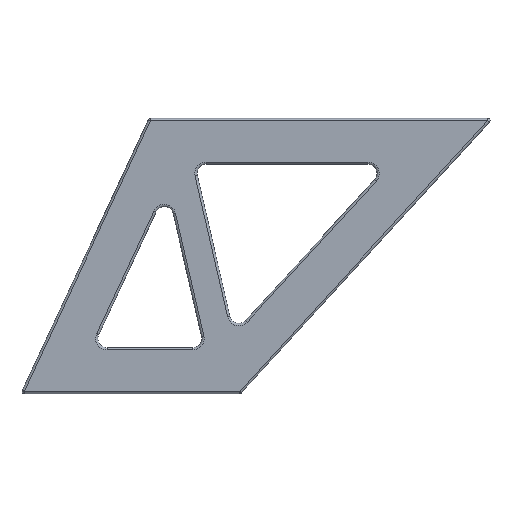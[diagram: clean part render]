
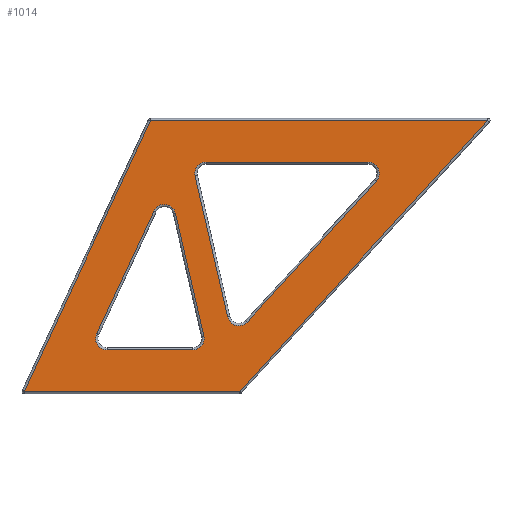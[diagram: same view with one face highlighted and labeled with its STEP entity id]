
A CAD part, left-side view. The second image highlights one B-rep face of the part: STEP entity #1014.
In plain terms, the highlighted planar face has unit normal (-1, 0, 0).
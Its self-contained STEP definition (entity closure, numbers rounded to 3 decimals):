
#26=FACE_BOUND('',#156,.T.);
#27=FACE_BOUND('',#157,.T.);
#37=PLANE('',#1137);
#80=FACE_OUTER_BOUND('',#155,.T.);
#155=EDGE_LOOP('',(#747,#748,#749,#750));
#156=EDGE_LOOP('',(#751,#752,#753,#754,#755,#756));
#157=EDGE_LOOP('',(#757,#758,#759,#760,#761,#762));
#236=LINE('',#1703,#301);
#237=LINE('',#1712,#302);
#239=LINE('',#1724,#304);
#242=LINE('',#1735,#307);
#243=LINE('',#1737,#308);
#244=LINE('',#1739,#309);
#245=LINE('',#1740,#310);
#246=LINE('',#1745,#311);
#247=LINE('',#1749,#312);
#248=LINE('',#1752,#313);
#301=VECTOR('',#1325,10.);
#302=VECTOR('',#1338,10.);
#304=VECTOR('',#1352,10.);
#307=VECTOR('',#1367,10.);
#308=VECTOR('',#1368,10.);
#309=VECTOR('',#1369,10.);
#310=VECTOR('',#1370,10.);
#311=VECTOR('',#1373,10.);
#312=VECTOR('',#1376,10.);
#313=VECTOR('',#1379,10.);
#366=CIRCLE('',#1123,2.5);
#370=CIRCLE('',#1129,2.5);
#373=CIRCLE('',#1134,2.5);
#374=CIRCLE('',#1138,2.5);
#375=CIRCLE('',#1139,2.5);
#376=CIRCLE('',#1140,2.5);
#457=VERTEX_POINT('',#1700);
#458=VERTEX_POINT('',#1702);
#459=VERTEX_POINT('',#1706);
#460=VERTEX_POINT('',#1710);
#461=VERTEX_POINT('',#1714);
#463=VERTEX_POINT('',#1720);
#465=VERTEX_POINT('',#1733);
#466=VERTEX_POINT('',#1734);
#467=VERTEX_POINT('',#1736);
#468=VERTEX_POINT('',#1738);
#469=VERTEX_POINT('',#1741);
#470=VERTEX_POINT('',#1742);
#471=VERTEX_POINT('',#1744);
#472=VERTEX_POINT('',#1746);
#473=VERTEX_POINT('',#1748);
#474=VERTEX_POINT('',#1750);
#550=EDGE_CURVE('',#457,#458,#236,.T.);
#553=EDGE_CURVE('',#458,#459,#366,.T.);
#555=EDGE_CURVE('',#459,#460,#237,.T.);
#558=EDGE_CURVE('',#460,#461,#370,.T.);
#561=EDGE_CURVE('',#461,#463,#239,.T.);
#563=EDGE_CURVE('',#463,#457,#373,.T.);
#566=EDGE_CURVE('',#465,#466,#242,.T.);
#567=EDGE_CURVE('',#467,#465,#243,.T.);
#568=EDGE_CURVE('',#468,#467,#244,.T.);
#569=EDGE_CURVE('',#466,#468,#245,.T.);
#570=EDGE_CURVE('',#469,#470,#374,.T.);
#571=EDGE_CURVE('',#471,#469,#246,.T.);
#572=EDGE_CURVE('',#472,#471,#375,.T.);
#573=EDGE_CURVE('',#473,#472,#247,.T.);
#574=EDGE_CURVE('',#474,#473,#376,.T.);
#575=EDGE_CURVE('',#470,#474,#248,.T.);
#747=ORIENTED_EDGE('',*,*,#566,.F.);
#748=ORIENTED_EDGE('',*,*,#567,.F.);
#749=ORIENTED_EDGE('',*,*,#568,.F.);
#750=ORIENTED_EDGE('',*,*,#569,.F.);
#751=ORIENTED_EDGE('',*,*,#570,.F.);
#752=ORIENTED_EDGE('',*,*,#571,.F.);
#753=ORIENTED_EDGE('',*,*,#572,.F.);
#754=ORIENTED_EDGE('',*,*,#573,.F.);
#755=ORIENTED_EDGE('',*,*,#574,.F.);
#756=ORIENTED_EDGE('',*,*,#575,.F.);
#757=ORIENTED_EDGE('',*,*,#550,.F.);
#758=ORIENTED_EDGE('',*,*,#563,.F.);
#759=ORIENTED_EDGE('',*,*,#561,.F.);
#760=ORIENTED_EDGE('',*,*,#558,.F.);
#761=ORIENTED_EDGE('',*,*,#555,.F.);
#762=ORIENTED_EDGE('',*,*,#553,.F.);
#1014=ADVANCED_FACE('',(#80,#26,#27),#37,.F.);
#1123=AXIS2_PLACEMENT_3D('',#1708,#1332,#1333);
#1129=AXIS2_PLACEMENT_3D('',#1718,#1345,#1346);
#1134=AXIS2_PLACEMENT_3D('',#1727,#1357,#1358);
#1137=AXIS2_PLACEMENT_3D('',#1732,#1365,#1366);
#1138=AXIS2_PLACEMENT_3D('',#1743,#1371,#1372);
#1139=AXIS2_PLACEMENT_3D('',#1747,#1374,#1375);
#1140=AXIS2_PLACEMENT_3D('',#1751,#1377,#1378);
#1325=DIRECTION('',(0.,0.423,-0.906));
#1332=DIRECTION('center_axis',(-1.,0.,0.));
#1333=DIRECTION('ref_axis',(0.,0.843,-0.537));
#1338=DIRECTION('',(0.,-1.,0.));
#1345=DIRECTION('center_axis',(-1.,0.,0.));
#1346=DIRECTION('ref_axis',(0.,-0.783,-0.623));
#1352=DIRECTION('',(0.,0.225,0.974));
#1357=DIRECTION('center_axis',(-1.,0.,0.));
#1358=DIRECTION('ref_axis',(0.,-0.105,0.995));
#1365=DIRECTION('center_axis',(1.,0.,0.));
#1366=DIRECTION('ref_axis',(0.,0.,-1.));
#1367=DIRECTION('',(0.,0.676,-0.737));
#1368=DIRECTION('',(0.,-1.,0.));
#1369=DIRECTION('',(0.,-0.423,0.906));
#1370=DIRECTION('',(0.,1.,0.));
#1371=DIRECTION('center_axis',(-1.,0.,0.));
#1372=DIRECTION('ref_axis',(0.,-0.915,0.403));
#1373=DIRECTION('',(0.,-0.676,0.737));
#1374=DIRECTION('center_axis',(-1.,0.,0.));
#1375=DIRECTION('ref_axis',(0.,0.255,-0.967));
#1376=DIRECTION('',(0.,-0.225,-0.974));
#1377=DIRECTION('center_axis',(-1.,0.,0.));
#1378=DIRECTION('ref_axis',(0.,0.783,0.623));
#1379=DIRECTION('',(0.,1.,0.));
#1700=CARTESIAN_POINT('',(0.,73.943,-20.2));
#1702=CARTESIAN_POINT('',(0.,86.423,-46.943));
#1703=CARTESIAN_POINT('',(0.,72.586,-17.293));
#1706=CARTESIAN_POINT('',(0.,84.158,-50.5));
#1708=CARTESIAN_POINT('Origin',(0.,84.158,-48.));
#1710=CARTESIAN_POINT('',(0.,65.505,-50.5));
#1712=CARTESIAN_POINT('',(0.,69.399,-50.5));
#1714=CARTESIAN_POINT('',(0.,63.069,-47.438));
#1718=CARTESIAN_POINT('Origin',(0.,65.505,-48.));
#1720=CARTESIAN_POINT('',(0.,69.242,-20.695));
#1724=CARTESIAN_POINT('',(0.,64.405,-41.652));
#1727=CARTESIAN_POINT('Origin',(0.,71.678,-21.257));
#1732=CARTESIAN_POINT('Origin',(0.,51.5,-30.));
#1733=CARTESIAN_POINT('',(0.,1.137,-0.5));
#1734=CARTESIAN_POINT('',(0.,55.22,-59.5));
#1735=CARTESIAN_POINT('',(0.,19.598,-20.639));
#1736=CARTESIAN_POINT('',(0.,74.682,-0.5));
#1737=CARTESIAN_POINT('',(0.,63.25,-0.5));
#1738=CARTESIAN_POINT('',(0.,102.215,-59.5));
#1739=CARTESIAN_POINT('',(0.,92.194,-38.026));
#1740=CARTESIAN_POINT('',(0.,53.25,-59.5));
#1741=CARTESIAN_POINT('',(0.,25.436,-13.689));
#1742=CARTESIAN_POINT('',(0.,27.279,-9.5));
#1743=CARTESIAN_POINT('Origin',(0.,27.279,-12.));
#1744=CARTESIAN_POINT('',(0.,53.593,-44.406));
#1745=CARTESIAN_POINT('',(0.,50.811,-41.371));
#1746=CARTESIAN_POINT('',(0.,57.871,-43.279));
#1747=CARTESIAN_POINT('Origin',(0.,55.436,-42.716));
#1748=CARTESIAN_POINT('',(0.,64.961,-12.562));
#1749=CARTESIAN_POINT('',(0.,62.993,-21.09));
#1750=CARTESIAN_POINT('',(0.,62.525,-9.5));
#1751=CARTESIAN_POINT('Origin',(0.,62.525,-12.));
#1752=CARTESIAN_POINT('',(0.,37.116,-9.5));
